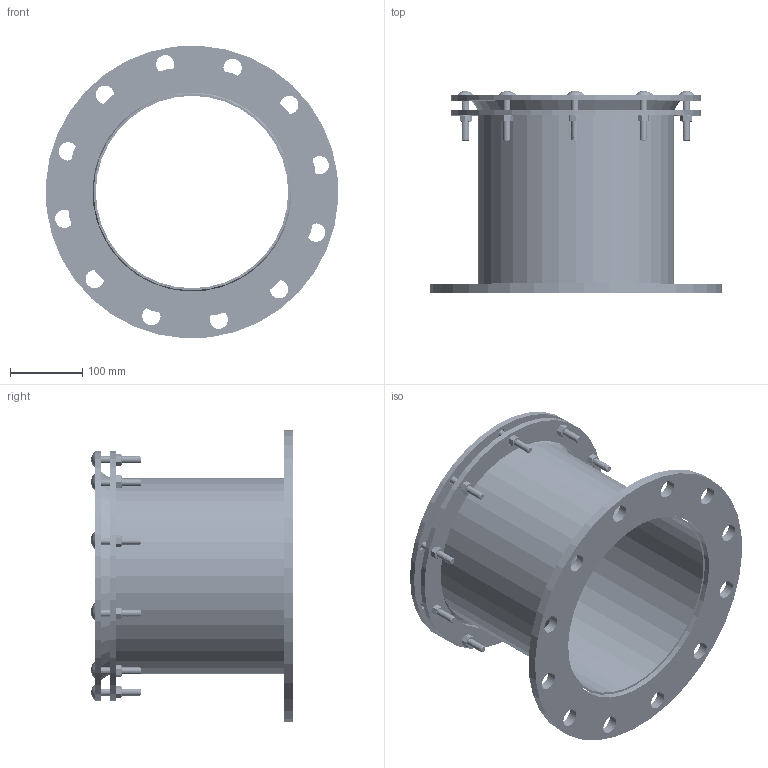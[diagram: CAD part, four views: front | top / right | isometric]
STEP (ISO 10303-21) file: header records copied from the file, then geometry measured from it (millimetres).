
FILE_DESCRIPTION (( 'STEP AP214' ), '1' );
FILE_NAME ('1035-10I.STEP', '2021-02-12T19:42:14', ( '' ), ( '' ), 'SwSTEP 2.0', 'SolidWorks 2021', '' );
FILE_SCHEMA (( 'AUTOMOTIVE_DESIGN' ));
Length unit declared in the file: inch
Products named in the file (7): 1035-10I; 1035_1035-10I; Coupler Rings_1031-IL1000; Coupler Rings_1033-IW1000; 1020-10I; 36306; 21867
Assembly tree (24 placements, depth 2):
  1035-10I
    1035_1035-10I
    Coupler Rings_1031-IL1000
    Coupler Rings_1033-IW1000
    36306  x10
    21867  x10
    1020-10I
Bounding box: 405.79 x 279.92 x 405.79 mm (x, y, z)
Volume: 2125209.8 mm3; surface area: 854001 mm2
Topology: 34 solids, 34 shells, 1552 faces, 3878 edges, 2414 vertices
Faces by surface type: cylinder 820, cone 324, plane 298, sphere 80, bspline 30
Entity records: 16756 total; most frequent: CARTESIAN_POINT 9744, ORIENTED_EDGE 1438, DIRECTION 1286, EDGE_CURVE 719, VERTEX_POINT 461, AXIS2_PLACEMENT_3D 441, VECTOR 404, LINE 404
